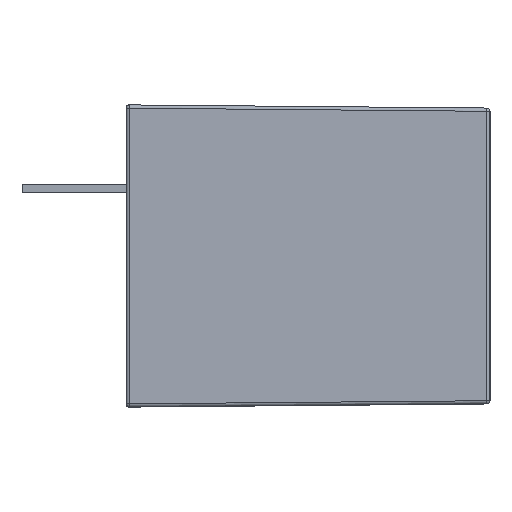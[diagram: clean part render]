
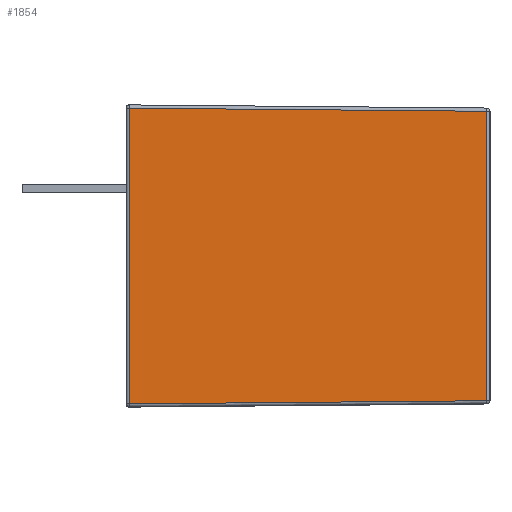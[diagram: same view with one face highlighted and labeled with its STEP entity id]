
A CAD part, left-side view. The second image highlights one B-rep face of the part: STEP entity #1854.
In plain terms, the highlighted planar face has unit normal (-1, -0.009, 0).
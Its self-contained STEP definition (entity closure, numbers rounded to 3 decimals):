
#39 = DIRECTION ( 'NONE',  ( 0., 0., 1. ) ) ;
#73 = EDGE_CURVE ( 'NONE', #1522, #1307, #815, .T. ) ;
#81 = AXIS2_PLACEMENT_3D ( 'NONE', #260, #1643, #458 ) ;
#92 = DIRECTION ( 'NONE',  ( -0.009, 1., 0.009 ) ) ;
#136 = CARTESIAN_POINT ( 'NONE',  ( -55.383, -0.101, -10.24 ) ) ;
#253 = CARTESIAN_POINT ( 'NONE',  ( -55.287, -11.101, -10.336 ) ) ;
#260 = CARTESIAN_POINT ( 'NONE',  ( -55.384, 0., -19.439 ) ) ;
#274 = DIRECTION ( 'NONE',  ( 0.009, -1., 0.009 ) ) ;
#292 = VECTOR ( 'NONE', #39, 1000. ) ;
#359 = VERTEX_POINT ( 'NONE', #136 ) ;
#376 = LINE ( 'NONE', #477, #1832 ) ;
#443 = DIRECTION ( 'NONE',  ( 0., 0., -1. ) ) ;
#458 = DIRECTION ( 'NONE',  ( 0.009, -1., 0. ) ) ;
#477 = CARTESIAN_POINT ( 'NONE',  ( -55.384, 0.001, -19.339 ) ) ;
#538 = ORIENTED_EDGE ( 'NONE', *, *, #1134, .T. ) ;
#606 = CARTESIAN_POINT ( 'NONE',  ( -55.383, -0.101, -19.339 ) ) ;
#748 = VECTOR ( 'NONE', #92, 1000. ) ;
#809 = LINE ( 'NONE', #1093, #748 ) ;
#815 = LINE ( 'NONE', #1245, #292 ) ;
#851 = CARTESIAN_POINT ( 'NONE',  ( -55.383, -0.101, -19.439 ) ) ;
#984 = LINE ( 'NONE', #851, #2537 ) ;
#1093 = CARTESIAN_POINT ( 'NONE',  ( -55.383, -0.08, -10.24 ) ) ;
#1129 = FACE_OUTER_BOUND ( 'NONE', #1894, .T. ) ;
#1134 = EDGE_CURVE ( 'NONE', #359, #1689, #984, .T. ) ;
#1245 = CARTESIAN_POINT ( 'NONE',  ( -55.287, -11.101, -10.237 ) ) ;
#1307 = VERTEX_POINT ( 'NONE', #253 ) ;
#1340 = EDGE_CURVE ( 'NONE', #1689, #1522, #376, .T. ) ;
#1415 = EDGE_CURVE ( 'NONE', #1307, #359, #809, .T. ) ;
#1522 = VERTEX_POINT ( 'NONE', #1923 ) ;
#1637 = PLANE ( 'NONE',  #81 ) ;
#1643 = DIRECTION ( 'NONE',  ( -1., -0.009, 0. ) ) ;
#1659 = ORIENTED_EDGE ( 'NONE', *, *, #1340, .T. ) ;
#1689 = VERTEX_POINT ( 'NONE', #606 ) ;
#1832 = VECTOR ( 'NONE', #274, 1000. ) ;
#1854 = ADVANCED_FACE ( 'NONE', ( #1129 ), #1637, .T. ) ;
#1894 = EDGE_LOOP ( 'NONE', ( #1659, #2128, #2291, #538 ) ) ;
#1923 = CARTESIAN_POINT ( 'NONE',  ( -55.287, -11.101, -19.243 ) ) ;
#2128 = ORIENTED_EDGE ( 'NONE', *, *, #73, .T. ) ;
#2291 = ORIENTED_EDGE ( 'NONE', *, *, #1415, .T. ) ;
#2537 = VECTOR ( 'NONE', #443, 1000. ) ;
